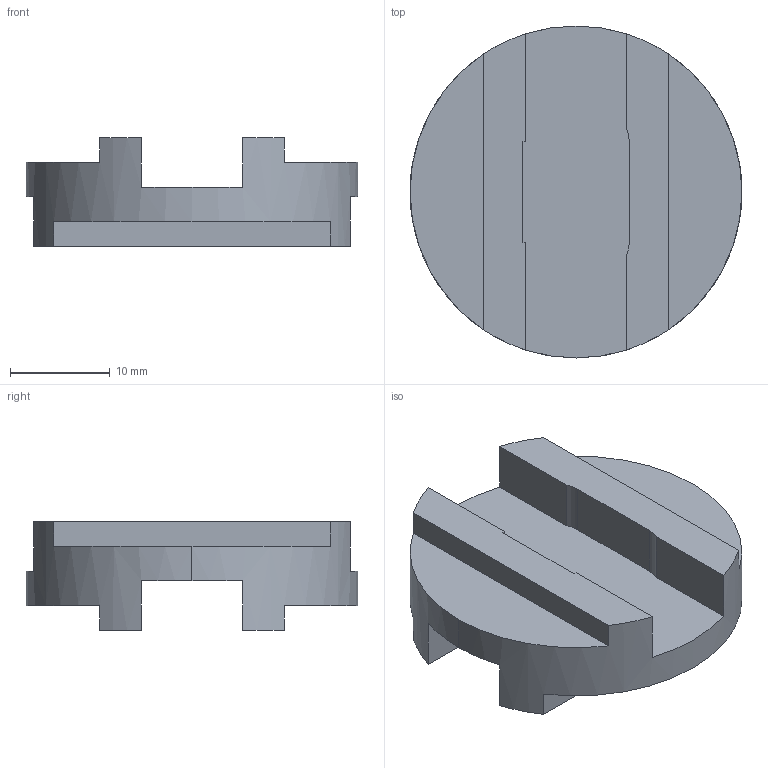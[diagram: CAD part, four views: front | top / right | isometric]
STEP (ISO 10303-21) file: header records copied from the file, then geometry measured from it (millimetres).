
FILE_DESCRIPTION (( 'STEP AP214' ), '1' );
FILE_NAME ('DC-DDS33.STEP', '2015-11-19T18:28:44', ( '' ), ( '' ), 'SwSTEP 2.0', 'SolidWorks 2015', '' );
FILE_SCHEMA (( 'AUTOMOTIVE_DESIGN' ));
Length unit declared in the file: millimetre
Products named in the file (1): DC-DDS33
Bounding box: 33.3 x 33.3 x 10.92 mm (x, y, z)
Volume: 4690.4 mm3; surface area: 3268.9 mm2
Topology: 1 solids, 1 shells, 36 faces, 102 edges, 68 vertices
Faces by surface type: plane 30, cylinder 6
Entity records: 1208 total; most frequent: CARTESIAN_POINT 207, DIRECTION 204, ORIENTED_EDGE 204, EDGE_CURVE 102, VECTOR 74, LINE 74, VERTEX_POINT 68, AXIS2_PLACEMENT_3D 65
